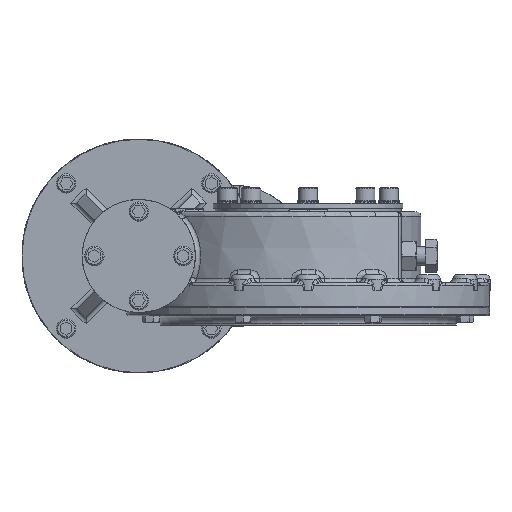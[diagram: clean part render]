
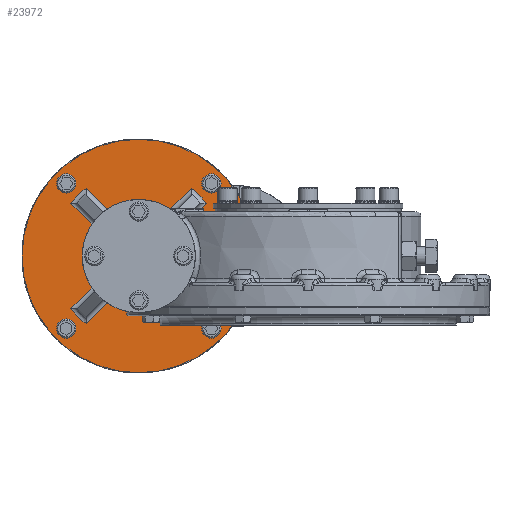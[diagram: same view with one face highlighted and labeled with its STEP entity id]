
A CAD part, left-side view. The second image highlights one B-rep face of the part: STEP entity #23972.
In plain terms, the highlighted planar face has unit normal (-1, 0, 0).
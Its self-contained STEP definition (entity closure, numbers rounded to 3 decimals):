
#2289=CIRCLE('',#27613,144.5);
#2333=CIRCLE('',#27671,106.213);
#2338=CIRCLE('',#27679,43.);
#2346=CIRCLE('',#27690,43.);
#2349=CIRCLE('',#27696,106.213);
#2353=CIRCLE('',#27703,106.213);
#2358=CIRCLE('',#27711,43.);
#2366=CIRCLE('',#27722,43.);
#2369=CIRCLE('',#27728,106.213);
#2383=CIRCLE('',#27771,8.25);
#2384=CIRCLE('',#27772,8.25);
#2385=CIRCLE('',#27773,8.25);
#2386=CIRCLE('',#27774,8.25);
#5553=ORIENTED_EDGE('',*,*,#11044,.F.);
#5554=ORIENTED_EDGE('',*,*,#11045,.F.);
#5555=ORIENTED_EDGE('',*,*,#11046,.F.);
#5556=ORIENTED_EDGE('',*,*,#11047,.F.);
#5557=ORIENTED_EDGE('',*,*,#10942,.T.);
#5558=ORIENTED_EDGE('',*,*,#10937,.T.);
#5559=ORIENTED_EDGE('',*,*,#10951,.T.);
#5560=ORIENTED_EDGE('',*,*,#10961,.T.);
#5561=ORIENTED_EDGE('',*,*,#10967,.T.);
#5562=ORIENTED_EDGE('',*,*,#10974,.T.);
#5563=ORIENTED_EDGE('',*,*,#10987,.T.);
#5564=ORIENTED_EDGE('',*,*,#10997,.T.);
#5565=ORIENTED_EDGE('',*,*,#11003,.T.);
#5566=ORIENTED_EDGE('',*,*,#11005,.T.);
#5567=ORIENTED_EDGE('',*,*,#10995,.T.);
#5568=ORIENTED_EDGE('',*,*,#10984,.T.);
#5569=ORIENTED_EDGE('',*,*,#10978,.T.);
#5570=ORIENTED_EDGE('',*,*,#10971,.T.);
#5571=ORIENTED_EDGE('',*,*,#10959,.T.);
#5572=ORIENTED_EDGE('',*,*,#10948,.T.);
#5573=ORIENTED_EDGE('',*,*,#10870,.T.);
#10870=EDGE_CURVE('',#14547,#14547,#2289,.T.);
#10937=EDGE_CURVE('',#14599,#14598,#17215,.F.);
#10942=EDGE_CURVE('',#14603,#14599,#2333,.F.);
#10948=EDGE_CURVE('',#14607,#14603,#17218,.T.);
#10951=EDGE_CURVE('',#14598,#14609,#2338,.F.);
#10959=EDGE_CURVE('',#14612,#14607,#2346,.F.);
#10961=EDGE_CURVE('',#14609,#14615,#17219,.T.);
#10967=EDGE_CURVE('',#14615,#14619,#2349,.F.);
#10971=EDGE_CURVE('',#14622,#14612,#17222,.F.);
#10974=EDGE_CURVE('',#14619,#14624,#17223,.F.);
#10978=EDGE_CURVE('',#14627,#14622,#2353,.F.);
#10984=EDGE_CURVE('',#14631,#14627,#17226,.T.);
#10987=EDGE_CURVE('',#14624,#14633,#2358,.F.);
#10995=EDGE_CURVE('',#14636,#14631,#2366,.F.);
#10997=EDGE_CURVE('',#14633,#14639,#17227,.T.);
#11003=EDGE_CURVE('',#14639,#14643,#2369,.F.);
#11005=EDGE_CURVE('',#14643,#14636,#17229,.F.);
#11044=EDGE_CURVE('',#14649,#14649,#2383,.T.);
#11045=EDGE_CURVE('',#14650,#14650,#2384,.T.);
#11046=EDGE_CURVE('',#14651,#14651,#2385,.T.);
#11047=EDGE_CURVE('',#14652,#14652,#2386,.T.);
#14547=VERTEX_POINT('',#42908);
#14598=VERTEX_POINT('',#43622);
#14599=VERTEX_POINT('',#43624);
#14603=VERTEX_POINT('',#43695);
#14607=VERTEX_POINT('',#43768);
#14609=VERTEX_POINT('',#43773);
#14612=VERTEX_POINT('',#43786);
#14615=VERTEX_POINT('',#43839);
#14619=VERTEX_POINT('',#43912);
#14622=VERTEX_POINT('',#43936);
#14624=VERTEX_POINT('',#43987);
#14627=VERTEX_POINT('',#44011);
#14631=VERTEX_POINT('',#44084);
#14633=VERTEX_POINT('',#44089);
#14636=VERTEX_POINT('',#44102);
#14639=VERTEX_POINT('',#44155);
#14643=VERTEX_POINT('',#44228);
#14649=VERTEX_POINT('',#44384);
#14650=VERTEX_POINT('',#44386);
#14651=VERTEX_POINT('',#44388);
#14652=VERTEX_POINT('',#44390);
#17215=LINE('',#43623,#18846);
#17218=LINE('',#43767,#18849);
#17219=LINE('',#43840,#18850);
#17222=LINE('',#43935,#18853);
#17223=LINE('',#43988,#18854);
#17226=LINE('',#44083,#18857);
#17227=LINE('',#44156,#18858);
#17229=LINE('',#44232,#18860);
#18846=VECTOR('',#31351,1000.);
#18849=VECTOR('',#31368,1000.);
#18850=VECTOR('',#31401,1000.);
#18853=VECTOR('',#31418,1000.);
#18854=VECTOR('',#31423,1000.);
#18857=VECTOR('',#31440,1000.);
#18858=VECTOR('',#31473,1000.);
#18860=VECTOR('',#31489,1000.);
#20607=EDGE_LOOP('',(#5553));
#20608=EDGE_LOOP('',(#5554));
#20609=EDGE_LOOP('',(#5555));
#20610=EDGE_LOOP('',(#5556));
#20611=EDGE_LOOP('',(#5557,#5558,#5559,#5560,#5561,#5562,#5563,#5564,#5565,
#5566,#5567,#5568,#5569,#5570,#5571,#5572));
#20612=EDGE_LOOP('',(#5573));
#22133=FACE_BOUND('',#20607,.T.);
#22134=FACE_BOUND('',#20608,.T.);
#22135=FACE_BOUND('',#20609,.T.);
#22136=FACE_BOUND('',#20610,.T.);
#22137=FACE_BOUND('',#20611,.T.);
#22138=FACE_BOUND('',#20612,.T.);
#23186=PLANE('',#27770);
#23972=ADVANCED_FACE('',(#22133,#22134,#22135,#22136,#22137,#22138),#23186,
 .T.);
#27613=AXIS2_PLACEMENT_3D('',#42907,#31223,#31224);
#27671=AXIS2_PLACEMENT_3D('',#43694,#31357,#31358);
#27679=AXIS2_PLACEMENT_3D('',#43774,#31375,#31376);
#27690=AXIS2_PLACEMENT_3D('',#43789,#31397,#31398);
#27696=AXIS2_PLACEMENT_3D('',#43913,#31411,#31412);
#27703=AXIS2_PLACEMENT_3D('',#44010,#31429,#31430);
#27711=AXIS2_PLACEMENT_3D('',#44090,#31447,#31448);
#27722=AXIS2_PLACEMENT_3D('',#44105,#31469,#31470);
#27728=AXIS2_PLACEMENT_3D('',#44229,#31483,#31484);
#27770=AXIS2_PLACEMENT_3D('',#44382,#31585,#31586);
#27771=AXIS2_PLACEMENT_3D('',#44383,#31587,#31588);
#27772=AXIS2_PLACEMENT_3D('',#44385,#31589,#31590);
#27773=AXIS2_PLACEMENT_3D('',#44387,#31591,#31592);
#27774=AXIS2_PLACEMENT_3D('',#44389,#31593,#31594);
#31223=DIRECTION('',(-1.,0.,0.));
#31224=DIRECTION('',(0.,0.,1.));
#31351=DIRECTION('',(0.,-0.707,-0.707));
#31357=DIRECTION('',(-1.,0.,0.));
#31358=DIRECTION('',(0.,0.,1.));
#31368=DIRECTION('',(0.,-0.707,-0.707));
#31375=DIRECTION('',(-1.,0.,0.));
#31376=DIRECTION('',(0.,0.,1.));
#31397=DIRECTION('',(-1.,0.,0.));
#31398=DIRECTION('',(0.,0.,1.));
#31401=DIRECTION('',(0.,0.707,-0.707));
#31411=DIRECTION('',(-1.,0.,0.));
#31412=DIRECTION('',(0.,0.,1.));
#31418=DIRECTION('',(0.,-0.707,0.707));
#31423=DIRECTION('',(0.,0.707,-0.707));
#31429=DIRECTION('',(-1.,0.,0.));
#31430=DIRECTION('',(0.,0.,1.));
#31440=DIRECTION('',(0.,-0.707,0.707));
#31447=DIRECTION('',(-1.,0.,0.));
#31448=DIRECTION('',(0.,0.,1.));
#31469=DIRECTION('',(-1.,0.,0.));
#31470=DIRECTION('',(0.,0.,1.));
#31473=DIRECTION('',(0.,0.707,0.707));
#31483=DIRECTION('',(-1.,0.,0.));
#31484=DIRECTION('',(0.,0.,1.));
#31489=DIRECTION('',(0.,0.707,0.707));
#31585=DIRECTION('',(-1.,0.,0.));
#31586=DIRECTION('',(0.,0.,1.));
#31587=DIRECTION('',(-1.,0.,0.));
#31588=DIRECTION('',(0.,1.,0.));
#31589=DIRECTION('',(-1.,0.,0.));
#31590=DIRECTION('',(0.,0.,-1.));
#31591=DIRECTION('',(-1.,0.,0.));
#31592=DIRECTION('',(0.,-1.,0.));
#31593=DIRECTION('',(-1.,0.,0.));
#31594=DIRECTION('',(0.,0.,1.));
#42907=CARTESIAN_POINT('',(250.19,209.55,0.));
#42908=CARTESIAN_POINT('',(250.19,209.55,144.5));
#43622=CARTESIAN_POINT('',(250.19,190.228,-38.414));
#43623=CARTESIAN_POINT('',(250.19,200.596,-28.046));
#43624=CARTESIAN_POINT('',(250.19,144.601,-84.041));
#43694=CARTESIAN_POINT('',(250.19,209.55,0.));
#43695=CARTESIAN_POINT('',(250.19,125.509,-64.949));
#43767=CARTESIAN_POINT('',(250.19,127.72,-62.738));
#43768=CARTESIAN_POINT('',(250.19,171.136,-19.322));
#43773=CARTESIAN_POINT('',(250.19,228.872,-38.414));
#43774=CARTESIAN_POINT('',(250.19,209.55,0.));
#43786=CARTESIAN_POINT('',(250.19,171.136,19.322));
#43789=CARTESIAN_POINT('',(250.19,209.55,0.));
#43839=CARTESIAN_POINT('',(250.19,274.499,-84.041));
#43840=CARTESIAN_POINT('',(250.19,272.288,-81.83));
#43912=CARTESIAN_POINT('',(250.19,293.591,-64.949));
#43913=CARTESIAN_POINT('',(250.19,209.55,0.));
#43935=CARTESIAN_POINT('',(250.19,218.504,-28.046));
#43936=CARTESIAN_POINT('',(250.19,125.509,64.949));
#43987=CARTESIAN_POINT('',(250.19,247.964,-19.322));
#43988=CARTESIAN_POINT('',(250.19,237.596,-8.954));
#44010=CARTESIAN_POINT('',(250.19,209.55,0.));
#44011=CARTESIAN_POINT('',(250.19,144.601,84.041));
#44083=CARTESIAN_POINT('',(250.19,146.812,81.83));
#44084=CARTESIAN_POINT('',(250.19,190.228,38.414));
#44089=CARTESIAN_POINT('',(250.19,247.964,19.322));
#44090=CARTESIAN_POINT('',(250.19,209.55,0.));
#44102=CARTESIAN_POINT('',(250.19,228.872,38.414));
#44105=CARTESIAN_POINT('',(250.19,209.55,0.));
#44155=CARTESIAN_POINT('',(250.19,293.591,64.949));
#44156=CARTESIAN_POINT('',(250.19,291.38,62.738));
#44228=CARTESIAN_POINT('',(250.19,274.499,84.041));
#44229=CARTESIAN_POINT('',(250.19,209.55,0.));
#44232=CARTESIAN_POINT('',(250.19,181.504,-8.954));
#44382=CARTESIAN_POINT('',(250.19,209.55,-37.));
#44383=CARTESIAN_POINT('',(250.19,119.747,89.803));
#44384=CARTESIAN_POINT('',(250.19,127.997,89.803));
#44385=CARTESIAN_POINT('',(250.19,299.353,89.803));
#44386=CARTESIAN_POINT('',(250.19,299.353,81.553));
#44387=CARTESIAN_POINT('',(250.19,299.353,-89.803));
#44388=CARTESIAN_POINT('',(250.19,291.103,-89.803));
#44389=CARTESIAN_POINT('',(250.19,119.747,-89.803));
#44390=CARTESIAN_POINT('',(250.19,119.747,-81.553));
